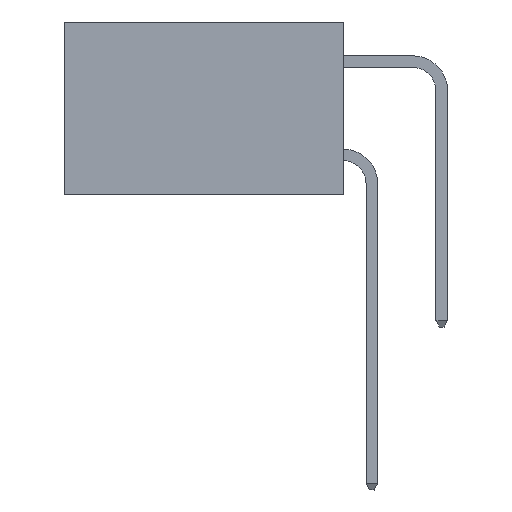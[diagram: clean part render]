
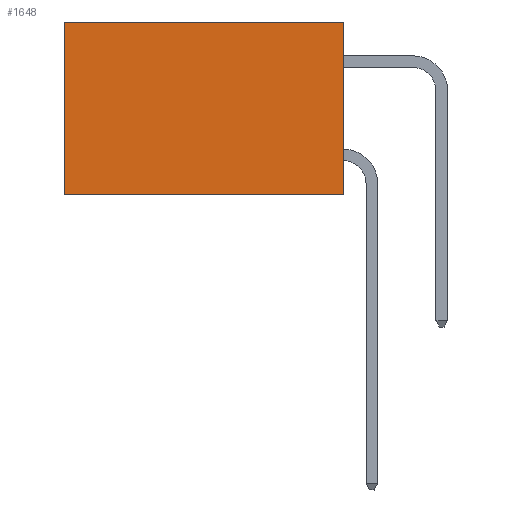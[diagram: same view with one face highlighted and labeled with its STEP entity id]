
A CAD part, left-side view. The second image highlights one B-rep face of the part: STEP entity #1648.
In plain terms, the highlighted planar face has unit normal (-1, 0, 0).
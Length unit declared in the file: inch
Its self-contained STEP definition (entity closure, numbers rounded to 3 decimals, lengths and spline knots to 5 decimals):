
#204 = VECTOR ( 'NONE', #5248, 39.37008 ) ;
#354 = EDGE_CURVE ( 'NONE', #3234, #10766, #3814, .T. ) ;
#385 = EDGE_CURVE ( 'NONE', #7717, #10766, #3182, .T. ) ;
#879 = CARTESIAN_POINT ( 'NONE',  ( 0.298, 0.6, 0. ) ) ;
#885 = VECTOR ( 'NONE', #9787, 39.37008 ) ;
#1362 = FACE_OUTER_BOUND ( 'NONE', #6894, .T. ) ;
#1648 = ADVANCED_FACE ( 'NONE', ( #1362 ), #4691, .F. ) ;
#2773 = CARTESIAN_POINT ( 'NONE',  ( 0.298, 0., 0. ) ) ;
#3182 = LINE ( 'NONE', #5220, #204 ) ;
#3234 = VERTEX_POINT ( 'NONE', #6164 ) ;
#3509 = DIRECTION ( 'NONE',  ( 0., 0., -1. ) ) ;
#3586 = DIRECTION ( 'NONE',  ( 1., 0., 0. ) ) ;
#3814 = LINE ( 'NONE', #10253, #885 ) ;
#4175 = CARTESIAN_POINT ( 'NONE',  ( 0.298, 0., 0. ) ) ;
#4385 = ORIENTED_EDGE ( 'NONE', *, *, #11111, .F. ) ;
#4557 = CARTESIAN_POINT ( 'NONE',  ( 0.298, 0., 0. ) ) ;
#4563 = ORIENTED_EDGE ( 'NONE', *, *, #354, .F. ) ;
#4659 = CARTESIAN_POINT ( 'NONE',  ( 0.298, 0., 0. ) ) ;
#4691 = PLANE ( 'NONE',  #9696 ) ;
#5075 = DIRECTION ( 'NONE',  ( 0., 1., 0. ) ) ;
#5220 = CARTESIAN_POINT ( 'NONE',  ( 0.298, 0.6, 0. ) ) ;
#5248 = DIRECTION ( 'NONE',  ( 0., 0., -1. ) ) ;
#6164 = CARTESIAN_POINT ( 'NONE',  ( 0.298, 0., -0.37 ) ) ;
#6234 = VECTOR ( 'NONE', #5075, 39.37008 ) ;
#6654 = VECTOR ( 'NONE', #10164, 39.37008 ) ;
#6766 = ORIENTED_EDGE ( 'NONE', *, *, #12132, .T. ) ;
#6894 = EDGE_LOOP ( 'NONE', ( #8723, #4563, #4385, #6766 ) ) ;
#7717 = VERTEX_POINT ( 'NONE', #879 ) ;
#8223 = CARTESIAN_POINT ( 'NONE',  ( 0.298, 0.6, -0.37 ) ) ;
#8723 = ORIENTED_EDGE ( 'NONE', *, *, #385, .T. ) ;
#9351 = LINE ( 'NONE', #2773, #6654 ) ;
#9696 = AXIS2_PLACEMENT_3D ( 'NONE', #4557, #3586, #3509 ) ;
#9720 = VERTEX_POINT ( 'NONE', #4659 ) ;
#9787 = DIRECTION ( 'NONE',  ( 0., 1., 0. ) ) ;
#10164 = DIRECTION ( 'NONE',  ( 0., 0., -1. ) ) ;
#10253 = CARTESIAN_POINT ( 'NONE',  ( 0.298, 0., -0.37 ) ) ;
#10766 = VERTEX_POINT ( 'NONE', #8223 ) ;
#10916 = LINE ( 'NONE', #4175, #6234 ) ;
#11111 = EDGE_CURVE ( 'NONE', #9720, #3234, #9351, .T. ) ;
#12132 = EDGE_CURVE ( 'NONE', #9720, #7717, #10916, .T. ) ;
